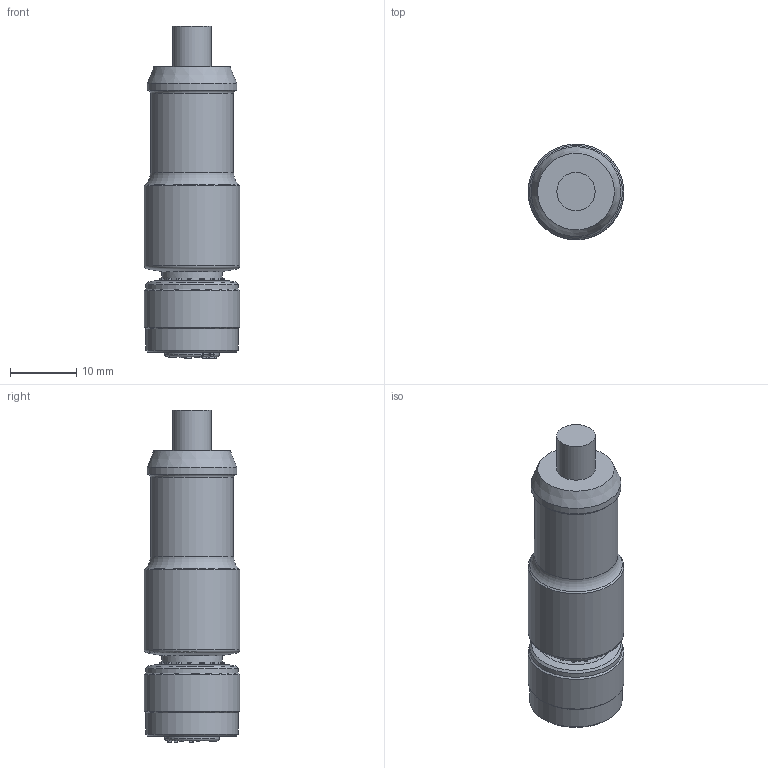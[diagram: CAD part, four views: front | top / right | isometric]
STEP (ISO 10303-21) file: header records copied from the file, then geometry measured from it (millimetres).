
FILE_DESCRIPTION(/* description */ (''),/* implementation_level */ '2;1');
FILE_NAME(/* name */ '79-3480-XXX-08-003_03.stp',/* time_stamp */ '2022-06-30T10:06:40+02:00',/* author */ (''),/* organization */ (''),/* preprocessor_version */ 'ST-DEVELOPER v16',/* originating_system */ 'SIEMENS PLM Software NX 11.0',/* authorisation */ '');
FILE_SCHEMA (('AUTOMOTIVE_DESIGN { 1 0 10303 214 3 1 1 1 }'));
Length unit declared in the file: millimetre
Products named in the file (1): pmay21987A15a5r1
Bounding box: 14.5 x 14.5 x 50.3 mm (x, y, z)
Volume: 6072.7 mm3; surface area: 3009.6 mm2
Topology: 1 solids, 2 shells, 239 faces, 620 edges, 402 vertices
Faces by surface type: plane 123, cylinder 57, extrusion 33, cone 17, torus 7, sphere 2
Full cylindrical faces by diameter (mm): 0.9 x8, 5.8 x1, 8.2 x2, 9.2 x1, 10.9 x1, 10.917 x1, 12.6 x1, 13.6 x1, 14 x2, 14.5 x2
Entity records: 7810 total; most frequent: CARTESIAN_POINT 2238, ORIENTED_EDGE 1126, DIRECTION 1076, EDGE_CURVE 563, VERTEX_POINT 389, AXIS2_PLACEMENT_3D 374, VECTOR 328, EDGE_LOOP 302
